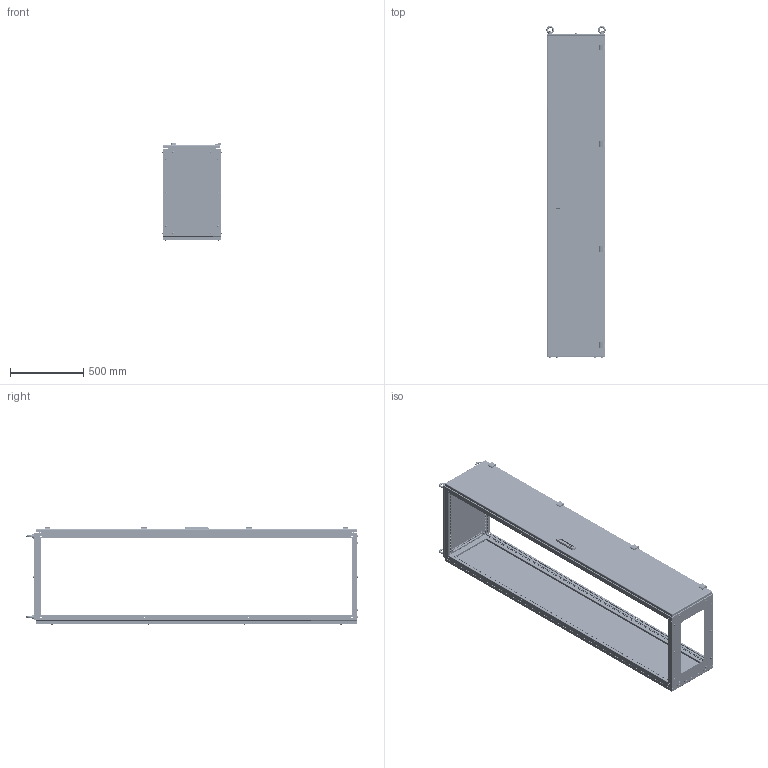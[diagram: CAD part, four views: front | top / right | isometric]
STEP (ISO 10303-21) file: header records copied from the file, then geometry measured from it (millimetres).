
FILE_DESCRIPTION (( 'STEP AP203' ), '1' );
FILE_NAME ('Êîðïóñ FORT IP31 (2200õ400õ600) EKF PROxima.STEP', '2020-10-23T12:15:10', ( '' ), ( '' ), 'SwSTEP 2.0', 'SolidWorks 2019', '' );
FILE_SCHEMA (( 'CONFIG_CONTROL_DESIGN' ));
Length unit declared in the file: millimetre
Products named in the file (59): Óãëîâàÿ ïåòëÿ Àòîñ; hex nut gradec_din_Hexagon Nut ISO 4034 - M16 - N; Ãàéêà çàêëàäíàÿ; pan head cross recess screw_din_DIN EN ISO 7045 - M6 x 20 - Z - 20N; Êîðïóñ FORT IP31 (2200õ400õ600) EKF PROxima; Ìåõàíèçì äâåðè Àòîñ; ÌÈ-1166.00.00.001 Ïåðåãîðîäêà öîêîëÿ 600õ400; Çàìîê â ñáîðå Àòîñ; plain washer large_din_Washer DIN 9021 - 13; 幄鍧 獲闃 1000; lifting eye nut 01_din_DIN 582-M12-N; ÌÈ-1272.02.00.001 Äâåðü 400õ2200; Ãàéêà çàêëàäêàÿ Ì6; hex screw gradec_din_DIN EN 24018 - M12 x 35-WN; ÌÈ-983.01.00.004 Ïðîôèëü áîêîâîé 600 íèæíèé; pan head cross recess screw_din_DIN EN ISO 7045 - M6 x 40 - Z - 40N; Êîðïóñ äâåðíîé ðó÷êè Àòîñ; ÌÈ-1283.02.00.000 ÑÁ Äâåðü â ñáîðå; hex thin nut gradeb_din_Hexagon Nut ISO 4036 - M6 - N; êîðïóñ ïåòëè1; Øïèëüêà Ì6õ12; ÌÈ-1175.01.01.000 ÑÁ Ïðîôèëü ãîðèçîíòàëüíûé 400 âåðõíèé â ñáîðå; pan head cross recess screw_din_DIN EN ISO 7045 - M6 x 30 - Z - 30N; Äåðæàòåëü øòîêà; ÌÈ-1175.01.01.001 Ïðîôèëü ãîðèçîíòàëüíûé âåðõíèé 400; ÌÈ-1283.03.00.000 ÑÁ Ñòåíêà çàäíÿÿ 400õ2200; Øïèëüêà ïðèâàðíàÿ Ì6õ25 DIN 13918; ÌÈ-1175.01.00.003 Ïðîôèëü ãîðèçîíòàëüíûé íèæíèé 400; îñü ïåòëè; pan head cross collar screw_din_DIN 967 - M4 x 16 - Z --- 14.6N; 幄鍧 獲闃 1100; îñíîâàíèå ïåòëè1; ÌÈ-1272.03.00.001 Ñòåíêà çàäíÿÿ 400õ2200; ÌÈ-983.01.00.002 Ïðîôèëü áîêîâîé 600 âåðõíèé; countersunk raised head cross recess screw_din_DIN EN ISO 7047 - M4 x 10 - Z - 10N; Îáîëî÷êà ãàéêè çàêëàäíîé; Çàêëåïêà ãàå÷íàÿ Ì6 UNI 9203; Äåðæàòåëü òÿãè àòîñ; ÌÈ-1273.01.00.000 ÑÁ Êàðêàñ 2200õ400õ600; ÌÈ-1026.05.00.001 Ïîòîëî÷íàÿ ïàíåëü 600õ400 ...
Assembly tree (147 placements, depth 4):
  Êîðïóñ FORT IP31 (2200õ400õ600) EKF PROxima
    ÌÈ-1273.01.00.000 ÑÁ Êàðêàñ 2200õ400õ600
      ÌÈ-1175.01.01.000 ÑÁ Ïðîôèëü ãîðèçîíòàëüíûé 400 âåðõíèé â ñáîðå
        ÌÈ-1175.01.01.001 Ïðîôèëü ãîðèçîíòàëüíûé âåðõíèé 400
        Øïèëüêà Ì6õ12
      ÌÈ-1164.01.00.001 Ïðîôèëü âåðòèêàëüíûé 2200  x4
      ÌÈ-1175.01.00.003 Ïðîôèëü ãîðèçîíòàëüíûé íèæíèé 400  x2
      ÌÈ-983.01.00.002 Ïðîôèëü áîêîâîé 600 âåðõíèé  x2
      ÌÈ-1175.01.01.000 ÑÁ Ïðîôèëü ãîðèçîíòàëüíûé 400 âåðõíèé â ñáîðå
        ÌÈ-1175.01.01.001 Ïðîôèëü ãîðèçîíòàëüíûé âåðõíèé 400
        Øïèëüêà Ì6õ12
      ÌÈ-983.01.00.004 Ïðîôèëü áîêîâîé 600 íèæíèé  x2
    ÌÈ-1026.05.00.001 Ïîòîëî÷íàÿ ïàíåëü 600õ400
    ÌÈ-1283.03.00.000 ÑÁ Ñòåíêà çàäíÿÿ 400õ2200
      ÌÈ-1272.03.00.001 Ñòåíêà çàäíÿÿ 400õ2200
      Øïèëüêà Ì6õ12
    ÌÈ-1166.00.00.001 Ïåðåãîðîäêà öîêîëÿ 600õ400
    pan head cross recess screw_din_DIN EN ISO 7045 - M6 x 20 - Z - 20N  x10
    Ãàéêà çàêëàäíàÿ
      Îáîëî÷êà ãàéêè çàêëàäíîé
      Ãàéêà çàêëàäêàÿ Ì6
    Ãàéêà çàêëàäíàÿ
      Îáîëî÷êà ãàéêè çàêëàäíîé
      Ãàéêà çàêëàäêàÿ Ì6
    Ãàéêà çàêëàäíàÿ
      Îáîëî÷êà ãàéêè çàêëàäíîé
      Ãàéêà çàêëàäêàÿ Ì6
    Ãàéêà çàêëàäíàÿ
      Îáîëî÷êà ãàéêè çàêëàäíîé
      Ãàéêà çàêëàäêàÿ Ì6
    Ãàéêà çàêëàäíàÿ
      Îáîëî÷êà ãàéêè çàêëàäíîé
      Ãàéêà çàêëàäêàÿ Ì6
    Ãàéêà çàêëàäíàÿ
      Îáîëî÷êà ãàéêè çàêëàäíîé
      Ãàéêà çàêëàäêàÿ Ì6
    Ãàéêà çàêëàäíàÿ
      Îáîëî÷êà ãàéêè çàêëàäíîé
      Ãàéêà çàêëàäêàÿ Ì6
    Ãàéêà çàêëàäíàÿ
      Îáîëî÷êà ãàéêè çàêëàäíîé
      Ãàéêà çàêëàäêàÿ Ì6
    lifting eye nut 01_din_DIN 582-M12-N  x4
    pan head cross recess screw_din_DIN EN ISO 7045 - M6 x 40 - Z - 40N  x8
    Çàêëåïêà ãàå÷íàÿ Ì6 UNI 9203  x8
    ÌÈ-1283.02.00.000 ÑÁ Äâåðü â ñáîðå
      ÌÈ-1272.02.00.001 Äâåðü 400õ2200
      Óãëîâàÿ ïåòëÿ Àòîñ
        îñíîâàíèå ïåòëè1
        êîðïóñ ïåòëè1
        îñü ïåòëè
      Óãëîâàÿ ïåòëÿ Àòîñ
        îñíîâàíèå ïåòëè1
        êîðïóñ ïåòëè1
        îñü ïåòëè
      Óãëîâàÿ ïåòëÿ Àòîñ
        îñíîâàíèå ïåòëè1
        êîðïóñ ïåòëè1
        îñü ïåòëè
      Óãëîâàÿ ïåòëÿ Àòîñ
Bounding box: 406.5 x 2272.48 x 666.98 mm (x, y, z)
Volume: 5938616.5 mm3; surface area: 7996680 mm2
Topology: 123 solids, 123 shells, 12273 faces, 33297 edges, 21278 vertices
Faces by surface type: plane 9959, cylinder 1280, cone 428, bspline 426, torus 128, sphere 52
Entity records: 131217 total; most frequent: CARTESIAN_POINT 27662, ORIENTED_EDGE 20008, DIRECTION 17876, EDGE_CURVE 10004, VECTOR 8616, LINE 8616, VERTEX_POINT 6474, EDGE_LOOP 4972
